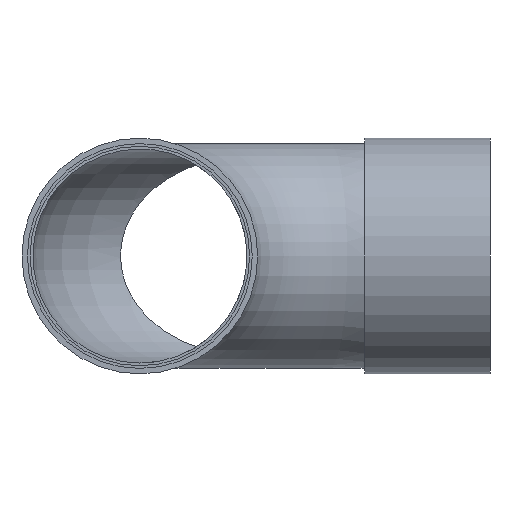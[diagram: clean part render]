
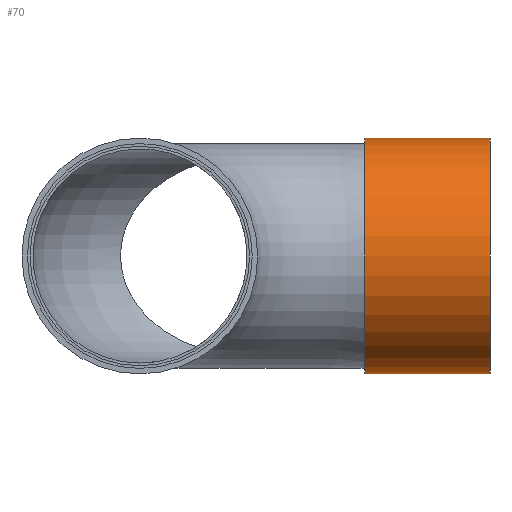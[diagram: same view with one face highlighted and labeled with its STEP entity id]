
A CAD part, left-side view. The second image highlights one B-rep face of the part: STEP entity #70.
In plain terms, the highlighted cylindrical face has radius 39.3 mm (diameter 78.6 mm), a full revolution.
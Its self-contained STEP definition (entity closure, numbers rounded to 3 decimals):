
#70 = ADVANCED_FACE( '', ( #147, #148 ), #149, .T. );
#147 = FACE_OUTER_BOUND( '', #253, .T. );
#148 = FACE_OUTER_BOUND( '', #254, .T. );
#149 = CYLINDRICAL_SURFACE( '', #255, 39.3 );
#253 = EDGE_LOOP( '', ( #347 ) );
#254 = EDGE_LOOP( '', ( #348 ) );
#255 = AXIS2_PLACEMENT_3D( '', #349, #350, #351 );
#347 = ORIENTED_EDGE( '', *, *, #496, .T. );
#348 = ORIENTED_EDGE( '', *, *, #497, .F. );
#349 = CARTESIAN_POINT( '', ( 0., 0., 0. ) );
#350 = DIRECTION( '', ( 0., 1., 0. ) );
#351 = DIRECTION( '', ( 0., 0., -1. ) );
#496 = EDGE_CURVE( '', #547, #547, #548, .T. );
#497 = EDGE_CURVE( '', #549, #549, #550, .T. );
#547 = VERTEX_POINT( '', #622 );
#548 = CIRCLE( '', #623, 39.3 );
#549 = VERTEX_POINT( '', #624 );
#550 = CIRCLE( '', #625, 39.3 );
#622 = CARTESIAN_POINT( '', ( 0., 41.8, -39.3 ) );
#623 = AXIS2_PLACEMENT_3D( '', #1356, #1357, #1358 );
#624 = CARTESIAN_POINT( '', ( 0., 0., -39.3 ) );
#625 = AXIS2_PLACEMENT_3D( '', #1359, #1360, #1361 );
#1356 = CARTESIAN_POINT( '', ( 0., 41.8, 0. ) );
#1357 = DIRECTION( '', ( 0., -1., 0. ) );
#1358 = DIRECTION( '', ( 0., 0., -1. ) );
#1359 = CARTESIAN_POINT( '', ( 0., 0., 0. ) );
#1360 = DIRECTION( '', ( 0., -1., 0. ) );
#1361 = DIRECTION( '', ( 0., 0., -1. ) );
